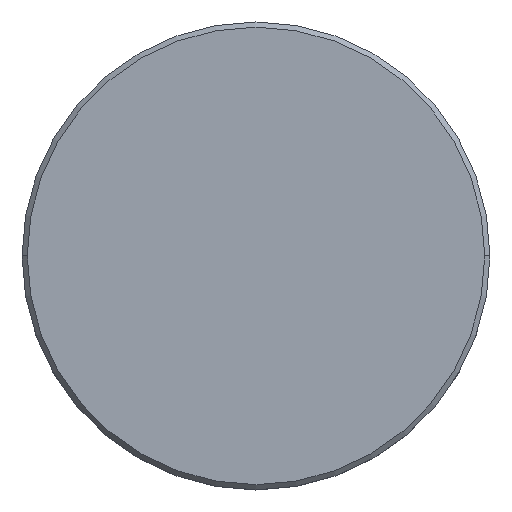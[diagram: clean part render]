
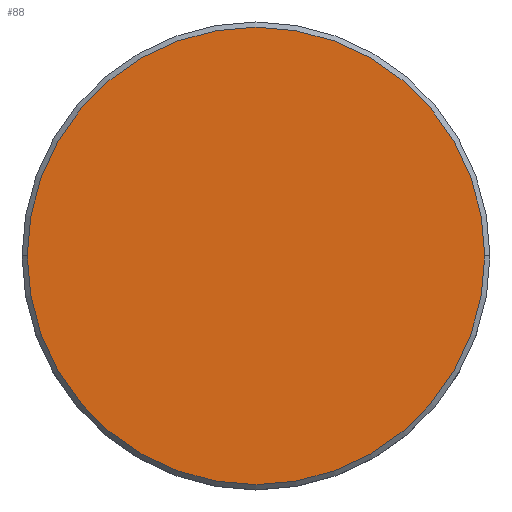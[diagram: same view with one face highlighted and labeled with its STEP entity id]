
A CAD part, top view. The second image highlights one B-rep face of the part: STEP entity #88.
In plain terms, the highlighted planar face has unit normal (0, 0, 1).
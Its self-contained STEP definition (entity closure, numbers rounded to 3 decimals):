
#66 = DIRECTION ( 'NONE',  ( 0., 0., 1. ) ) ;
#88 = ADVANCED_FACE ( 'NONE', ( #533 ), #516, .T. ) ;
#91 = ORIENTED_EDGE ( 'NONE', *, *, #1090, .T. ) ;
#96 = AXIS2_PLACEMENT_3D ( 'NONE', #739, #553, #898 ) ;
#132 = AXIS2_PLACEMENT_3D ( 'NONE', #248, #66, #573 ) ;
#137 = CIRCLE ( 'NONE', #96, 22. ) ;
#148 = ORIENTED_EDGE ( 'NONE', *, *, #208, .T. ) ;
#208 = EDGE_CURVE ( 'NONE', #762, #678, #1066, .T. ) ;
#235 = EDGE_LOOP ( 'NONE', ( #148, #91 ) ) ;
#248 = CARTESIAN_POINT ( 'NONE',  ( 0., 0., 0. ) ) ;
#355 = CARTESIAN_POINT ( 'NONE',  ( 0., 0., 0. ) ) ;
#383 = CARTESIAN_POINT ( 'NONE',  ( 22., 0., 0. ) ) ;
#492 = CARTESIAN_POINT ( 'NONE',  ( -22., 0., 0. ) ) ;
#516 = PLANE ( 'NONE',  #132 ) ;
#533 = FACE_OUTER_BOUND ( 'NONE', #235, .T. ) ;
#553 = DIRECTION ( 'NONE',  ( 0., 0., 1. ) ) ;
#573 = DIRECTION ( 'NONE',  ( 1., 0., 0. ) ) ;
#678 = VERTEX_POINT ( 'NONE', #383 ) ;
#739 = CARTESIAN_POINT ( 'NONE',  ( 0., 0., 0. ) ) ;
#762 = VERTEX_POINT ( 'NONE', #492 ) ;
#824 = DIRECTION ( 'NONE',  ( 0., 0., 1. ) ) ;
#898 = DIRECTION ( 'NONE',  ( 1., 0., 0. ) ) ;
#1066 = CIRCLE ( 'NONE', #1155, 22. ) ;
#1090 = EDGE_CURVE ( 'NONE', #678, #762, #137, .T. ) ;
#1091 = DIRECTION ( 'NONE',  ( 1., 0., 0. ) ) ;
#1155 = AXIS2_PLACEMENT_3D ( 'NONE', #355, #824, #1091 ) ;
